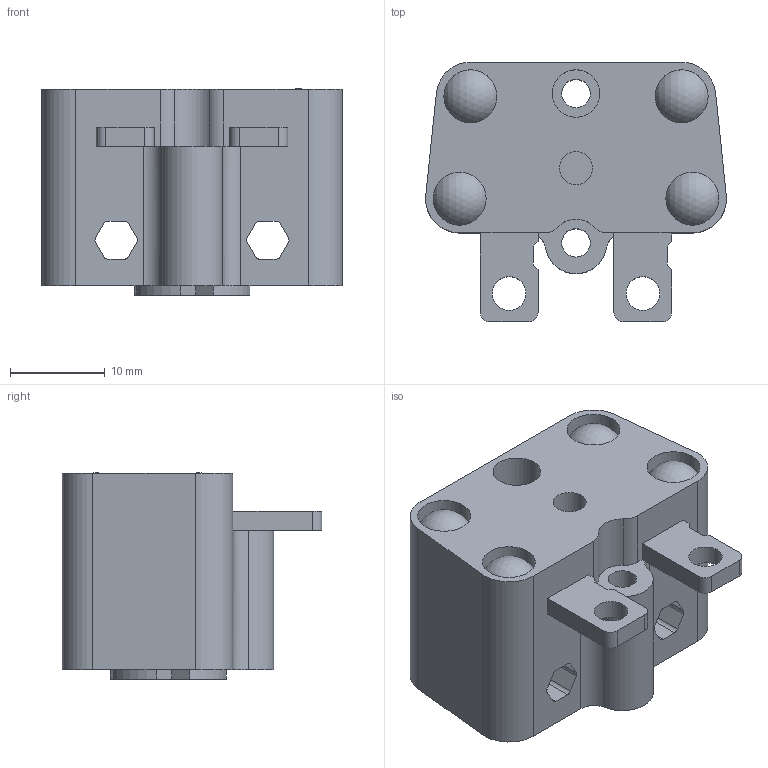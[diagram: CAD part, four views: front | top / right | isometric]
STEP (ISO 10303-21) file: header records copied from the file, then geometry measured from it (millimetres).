
FILE_DESCRIPTION(/* description */ (''),/* implementation_level */ '2;1');
FILE_NAME(/* name */ 'KakeSwitch - Reference Cad - relA v1.step',/* time_stamp */ '2024-11-10T12:29:22-05:00',/* author */ (''),/* organization */ (''),/* preprocessor_version */ 'ST-DEVELOPER v20',/* originating_system */ 'Autodesk Translation Framework v13.20.0.188',/* authorisation */ '');
FILE_SCHEMA (('AUTOMOTIVE_DESIGN { 1 0 10303 214 3 1 1 }'));
Length unit declared in the file: millimetre
Products named in the file (1): KakeSwitch - Reference Cad - relA
Bounding box: 31.74 x 27.38 x 21.77 mm (x, y, z)
Volume: 10829.3 mm3; surface area: 4828.7 mm2
Topology: 1 solids, 9 shells, 213 faces, 559 edges, 372 vertices
Faces by surface type: cylinder 121, plane 72, bspline 12, sphere 4, cone 4
Full cylindrical faces by diameter (mm): 2.35 x28, 2.529 x1, 3 x30, 3.2 x4, 3.5 x1, 3.55 x2, 5.004 x1, 5.6 x4
Entity records: 16617 total; most frequent: CARTESIAN_POINT 11605, ORIENTED_EDGE 1118, DIRECTION 919, EDGE_CURVE 559, VERTEX_POINT 372, AXIS2_PLACEMENT_3D 326, LINE 267, VECTOR 267
